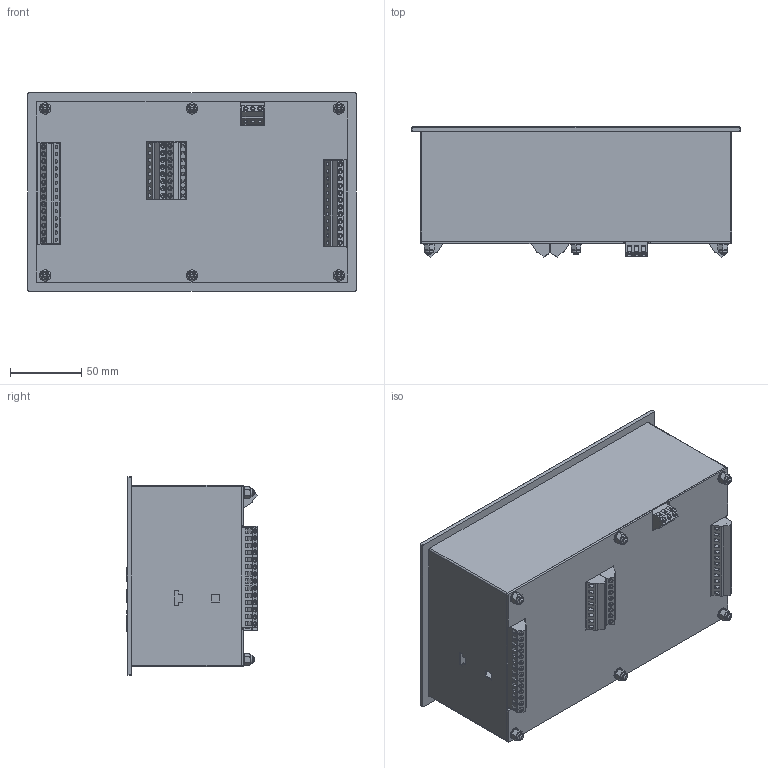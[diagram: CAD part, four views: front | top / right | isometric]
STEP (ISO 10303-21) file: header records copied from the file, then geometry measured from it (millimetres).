
FILE_DESCRIPTION(('TFLEX Exchange Step'),'2;1');
FILE_NAME('3D-модель прибора 19E6.stp', '2020-10-20T20:30:05+05:00',('Алексей'),('Unknown organisation'),'TFLEX Exchange 2019.1','T-FLEX CAD','Unknown authorisation');
FILE_SCHEMA( ('AUTOMOTIVE_DESIGN { 1 0 10303 214 1 1 1 1 }') );
Length unit declared in the file: millimetre
Products named in the file (17): USB; Этикетка2:8; Этикетка2; Клемма:9; Клемма; <Гайки стопорные>Гайка ГОСТ Р 50273-92; <Шпильки>Шпилька ГОСТ 22038-76; <Шайбы>Шайба ГОСТ 10450-78; Клемма кр:4; Клемма кр; Клемма:13; Клемма:15; Этикетка; Корпус; _19E6
Assembly tree (68 placements, depth 3):
  _19E6
    USB
    Этикетка2
      Этикетка2:8  x4
    Клемма  x2
      Клемма:9
    <Гайки стопорные>Гайка ГОСТ Р 50273-92  x6
    <Шпильки>Шпилька ГОСТ 22038-76  x6
    <Шайбы>Шайба ГОСТ 10450-78  x6
    Клемма кр
      Клемма кр:4  x3
    Клемма
      Клемма:13  x12
    Клемма
      Клемма:15  x14
    Этикетка
    Корпус
Bounding box: 230 x 91.33 x 139 mm (x, y, z)
Volume: 239969.3 mm3; surface area: 321022.1 mm2
Topology: 121 solids, 121 shells, 2208 faces, 5354 edges, 3482 vertices
Faces by surface type: plane 1715, cylinder 265, bspline 168, cone 42, torus 14, sphere 4
Full cylindrical faces by diameter (mm): 3.242 x6, 3.5 x90
Entity records: 48839 total; most frequent: CARTESIAN_POINT 10538, ORIENTED_EDGE 7912, DIRECTION 7241, EDGE_CURVE 3956, VECTOR 2981, LINE 2981, VERTEX_POINT 2579, AXIS2_PLACEMENT_3D 2130
